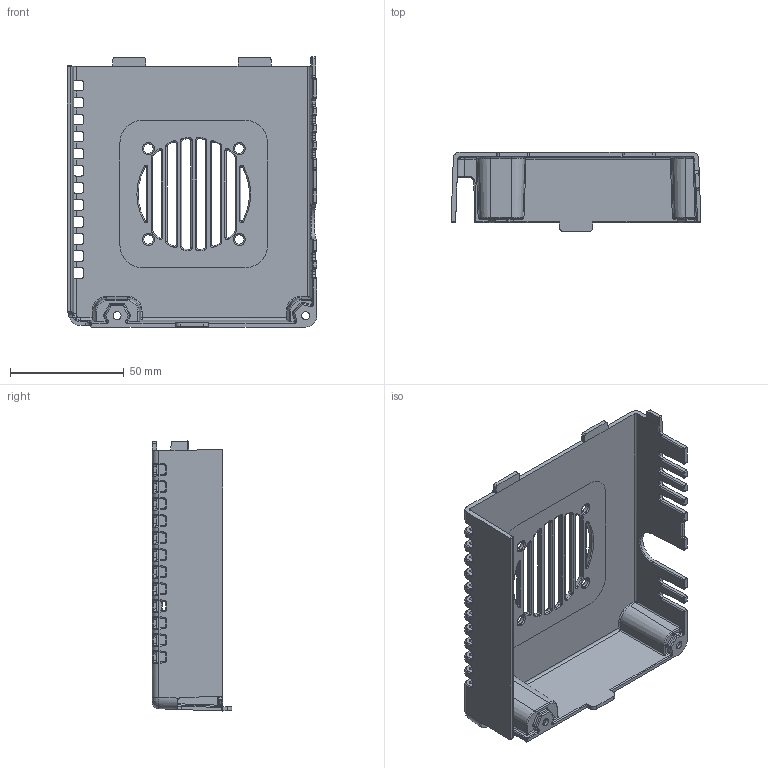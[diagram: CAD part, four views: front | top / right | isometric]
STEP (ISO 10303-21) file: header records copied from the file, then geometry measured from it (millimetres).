
FILE_DESCRIPTION (( 'STEP AP203' ), '1' );
FILE_NAME ('1904-E.STEP', '2016-04-14T13:46:45', ( '' ), ( '' ), 'SwSTEP 2.0', 'SolidWorks 2015', '' );
FILE_SCHEMA (( 'CONFIG_CONTROL_DESIGN' ));
Length unit declared in the file: millimetre
Products named in the file (1): 1904-E
Bounding box: 110 x 35 x 118.86 mm (x, y, z)
Volume: 38794.6 mm3; surface area: 42130.6 mm2
Topology: 2 solids, 2 shells, 850 faces, 2164 edges, 1258 vertices
Faces by surface type: cylinder 362, bspline 204, plane 174, sphere 41, cone 35, torus 34
Entity records: 29480 total; most frequent: CARTESIAN_POINT 11212, ORIENTED_EDGE 4250, DIRECTION 3431, EDGE_CURVE 2125, VERTEX_POINT 1258, AXIS2_PLACEMENT_3D 1249, VECTOR 933, LINE 933
